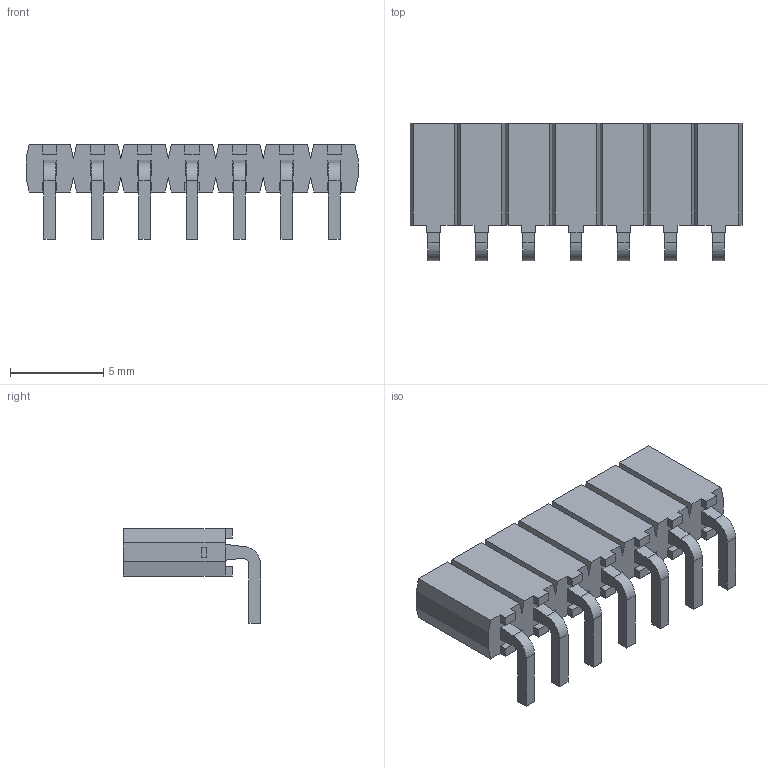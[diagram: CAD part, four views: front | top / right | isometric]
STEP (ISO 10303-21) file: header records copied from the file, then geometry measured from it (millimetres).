
FILE_DESCRIPTION(/* description */ (''),/* implementation_level */ '2;1');
FILE_NAME(/* name */ 'Header_Cassable_7Short_PinsAG1 v2.step',/* time_stamp */ '2021-07-27T16:47:36-04:00',/* author */ (''),/* organization */ (''),/* preprocessor_version */ 'ST-DEVELOPER v18.1',/* originating_system */ 'Autodesk Translation Framework v10.9.0.1377',/* authorisation */ '');
FILE_SCHEMA (('AUTOMOTIVE_DESIGN { 1 0 10303 214 3 1 1 }'));
Length unit declared in the file: inch
Products named in the file (3): Header_Cassable_7Short_PinsAG1; _SSA-132-W-T-RA_t; _SSA-132-W-T-RA_p
Assembly tree (2 placements, depth 2):
  Header_Cassable_7Short_PinsAG1
    _SSA-132-W-T-RA_t
    _SSA-132-W-T-RA_p
Bounding box: 17.78 x 7.37 x 5.08 mm (x, y, z)
Volume: 209 mm3; surface area: 891.8 mm2
Topology: 2 solids, 2 shells, 598 faces, 1740 edges, 1146 vertices
Faces by surface type: plane 500, cylinder 98
Entity records: 19579 total; most frequent: CARTESIAN_POINT 3489, ORIENTED_EDGE 3480, DIRECTION 3142, EDGE_CURVE 1740, LINE 1544, VECTOR 1544, VERTEX_POINT 1146, AXIS2_PLACEMENT_3D 799
